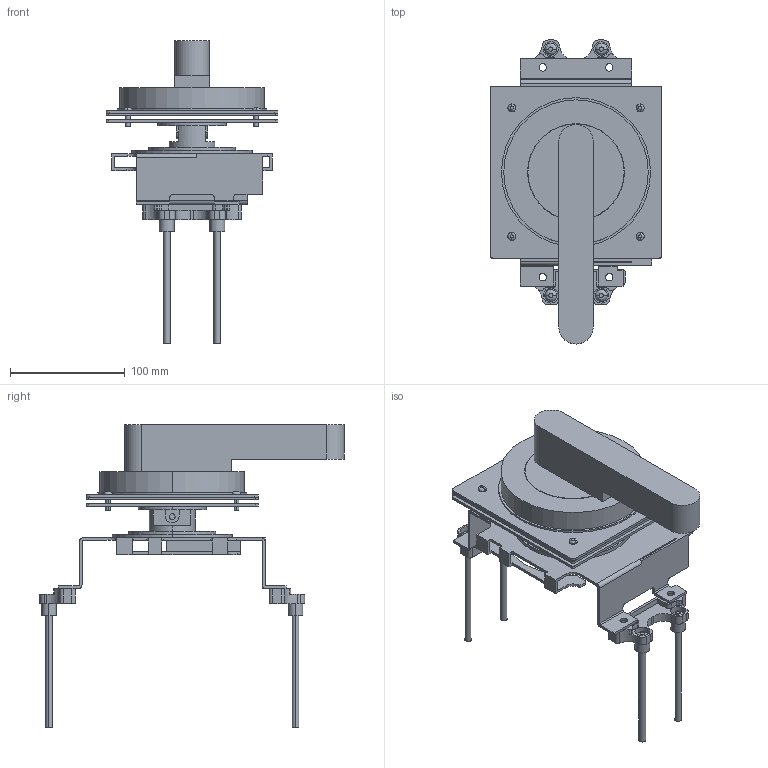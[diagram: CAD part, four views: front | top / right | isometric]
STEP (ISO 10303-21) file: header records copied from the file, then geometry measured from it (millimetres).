
FILE_DESCRIPTION (( 'STEP AP214' ), '1' );
FILE_NAME ('BW9V0HA.step', '2019-06-24T15:35:15', ( '' ), ( '' ), 'SwSTEP 2.0', 'SolidWorks 2018', '' );
FILE_SCHEMA (( 'AUTOMOTIVE_DESIGN' ));
Length unit declared in the file: inch
Products named in the file (1): BW9V0HA
Bounding box: 150 x 265.5 x 264 mm (x, y, z)
Volume: 721890.7 mm3; surface area: 245668.2 mm2
Topology: 17 solids, 17 shells, 469 faces, 1240 edges, 826 vertices
Faces by surface type: cylinder 238, plane 215, bspline 16
Entity records: 21330 total; most frequent: CARTESIAN_POINT 2848, DIRECTION 2635, ORIENTED_EDGE 2480, EDGE_CURVE 1240, AXIS2_PLACEMENT_3D 965, VERTEX_POINT 826, LINE 705, VECTOR 705
